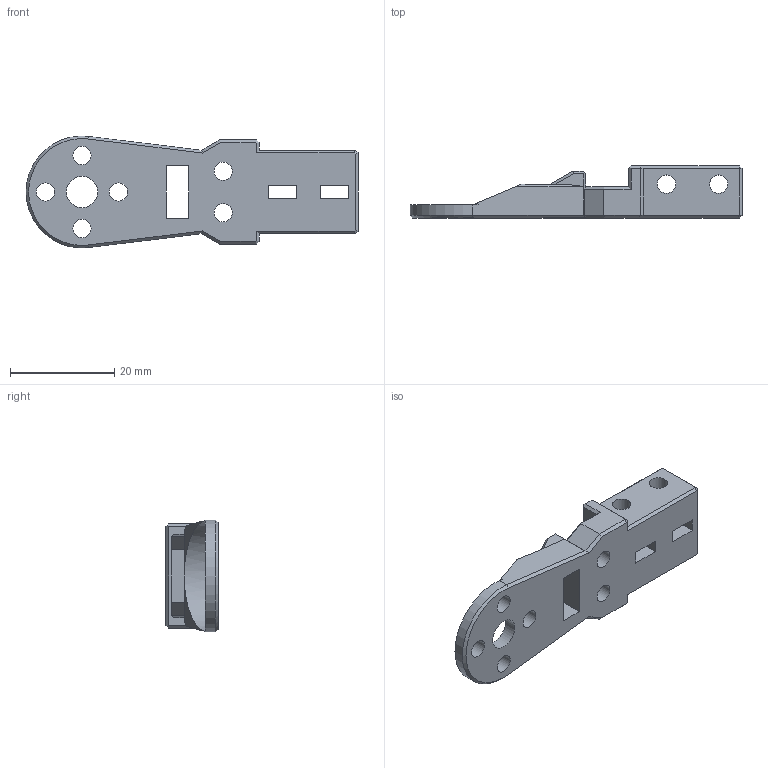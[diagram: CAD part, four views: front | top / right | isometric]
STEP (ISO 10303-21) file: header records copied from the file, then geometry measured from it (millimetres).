
FILE_DESCRIPTION(/* description */ (''),/* implementation_level */ '2;1');
FILE_NAME(/* name */ 'CoxaSide1.step',/* time_stamp */ '2022-12-03T14:14:08-06:00',/* author */ (''),/* organization */ (''),/* preprocessor_version */ 'ST-DEVELOPER v19.2',/* originating_system */ 'Autodesk Translation Framework v11.17.0.187',/* authorisation */ '');
FILE_SCHEMA (('AUTOMOTIVE_DESIGN { 1 0 10303 214 3 1 1 }'));
Length unit declared in the file: millimetre
Products named in the file (1): CoxaSide1
Bounding box: 63.75 x 10 x 21.48 mm (x, y, z)
Volume: 6045.4 mm3; surface area: 4207.3 mm2
Topology: 1 solids, 1 shells, 100 faces, 250 edges, 151 vertices
Faces by surface type: plane 86, cylinder 13, cone 1
Full cylindrical faces by diameter (mm): 3.5 x10, 6 x1
Entity records: 2975 total; most frequent: CARTESIAN_POINT 502, ORIENTED_EDGE 500, DIRECTION 480, EDGE_CURVE 250, LINE 222, VECTOR 222, VERTEX_POINT 151, AXIS2_PLACEMENT_3D 129
